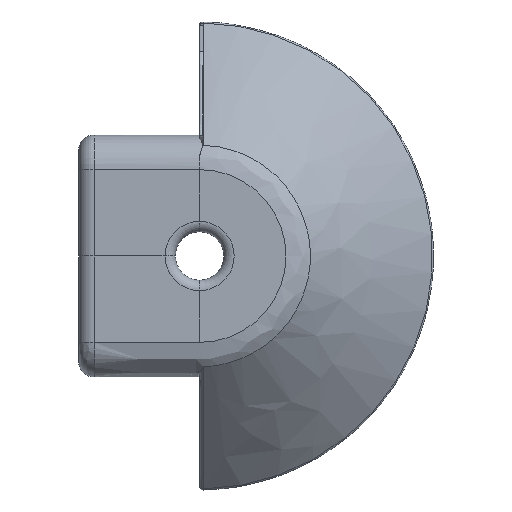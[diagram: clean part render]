
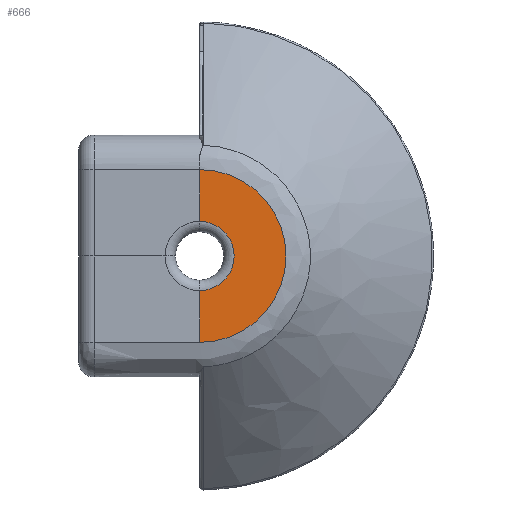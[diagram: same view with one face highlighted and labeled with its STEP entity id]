
A CAD part, front view. The second image highlights one B-rep face of the part: STEP entity #666.
In plain terms, the highlighted planar face has unit normal (0, -1, 0).
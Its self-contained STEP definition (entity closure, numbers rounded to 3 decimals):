
#14 = CARTESIAN_POINT ( 'NONE',  ( 3.5, -3., 2. ) ) ;
#111 = DIRECTION ( 'NONE',  ( 0., -1., 0. ) ) ;
#348 = DIRECTION ( 'NONE',  ( 0., 0., -1. ) ) ;
#353 = ORIENTED_EDGE ( 'NONE', *, *, #759, .T. ) ;
#376 = VECTOR ( 'NONE', #2263, 1000. ) ;
#511 = DIRECTION ( 'NONE',  ( 0., 0., -1. ) ) ;
#590 = EDGE_LOOP ( 'NONE', ( #3300, #2386, #353, #2447 ) ) ;
#628 = CARTESIAN_POINT ( 'NONE',  ( 3.5, -3., 0. ) ) ;
#666 = ADVANCED_FACE ( 'NONE', ( #1878 ), #3202, .T. ) ;
#759 = EDGE_CURVE ( 'NONE', #3332, #1426, #1383, .T. ) ;
#835 = EDGE_CURVE ( 'NONE', #3152, #3332, #3251, .T. ) ;
#888 = VECTOR ( 'NONE', #1447, 1000. ) ;
#1076 = CARTESIAN_POINT ( 'NONE',  ( 3.5, -3., -5. ) ) ;
#1230 = DIRECTION ( 'NONE',  ( 0., 0., -1. ) ) ;
#1298 = CARTESIAN_POINT ( 'NONE',  ( 3.5, -3., 0. ) ) ;
#1383 = LINE ( 'NONE', #1710, #888 ) ;
#1426 = VERTEX_POINT ( 'NONE', #1076 ) ;
#1447 = DIRECTION ( 'NONE',  ( 0., 0., -1. ) ) ;
#1497 = DIRECTION ( 'NONE',  ( 0., -1., 0. ) ) ;
#1503 = CIRCLE ( 'NONE', #2697, 5. ) ;
#1509 = CARTESIAN_POINT ( 'NONE',  ( 3.5, -3., 0. ) ) ;
#1531 = VERTEX_POINT ( 'NONE', #1831 ) ;
#1644 = AXIS2_PLACEMENT_3D ( 'NONE', #628, #111, #348 ) ;
#1710 = CARTESIAN_POINT ( 'NONE',  ( 3.5, -3., 0. ) ) ;
#1788 = CARTESIAN_POINT ( 'NONE',  ( 3.5, -3., 0. ) ) ;
#1789 = EDGE_CURVE ( 'NONE', #1426, #1531, #1503, .T. ) ;
#1831 = CARTESIAN_POINT ( 'NONE',  ( 3.5, -3., 5. ) ) ;
#1874 = CARTESIAN_POINT ( 'NONE',  ( 3.5, -3., -2. ) ) ;
#1878 = FACE_OUTER_BOUND ( 'NONE', #590, .T. ) ;
#2021 = LINE ( 'NONE', #1509, #376 ) ;
#2263 = DIRECTION ( 'NONE',  ( 0., 0., 1. ) ) ;
#2386 = ORIENTED_EDGE ( 'NONE', *, *, #835, .T. ) ;
#2447 = ORIENTED_EDGE ( 'NONE', *, *, #1789, .T. ) ;
#2628 = DIRECTION ( 'NONE',  ( 0., 1., 0. ) ) ;
#2697 = AXIS2_PLACEMENT_3D ( 'NONE', #1788, #1497, #1230 ) ;
#3075 = EDGE_CURVE ( 'NONE', #3152, #1531, #2021, .T. ) ;
#3098 = AXIS2_PLACEMENT_3D ( 'NONE', #1298, #2628, #511 ) ;
#3152 = VERTEX_POINT ( 'NONE', #14 ) ;
#3202 = PLANE ( 'NONE',  #1644 ) ;
#3251 = CIRCLE ( 'NONE', #3098, 2. ) ;
#3300 = ORIENTED_EDGE ( 'NONE', *, *, #3075, .F. ) ;
#3332 = VERTEX_POINT ( 'NONE', #1874 ) ;
